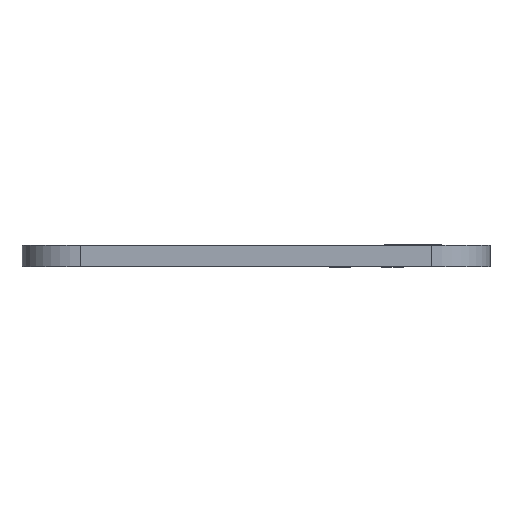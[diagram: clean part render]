
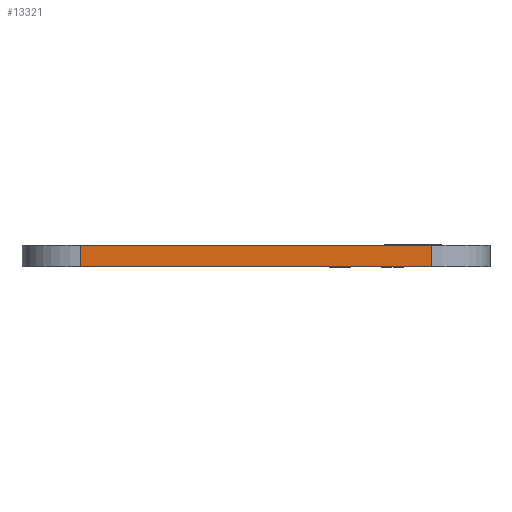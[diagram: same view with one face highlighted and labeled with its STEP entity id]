
A CAD part, left-side view. The second image highlights one B-rep face of the part: STEP entity #13321.
In plain terms, the highlighted planar face has unit normal (-1, 0, 0).
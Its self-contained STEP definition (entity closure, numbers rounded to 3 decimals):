
#12644 = VERTEX_POINT('',#12645);
#12645 = CARTESIAN_POINT('',(-35.75,21.,0.));
#12652 = EDGE_CURVE('',#12653,#12644,#12655,.T.);
#12653 = VERTEX_POINT('',#12654);
#12654 = CARTESIAN_POINT('',(-35.75,3.,0.));
#12655 = LINE('',#12656,#12657);
#12656 = CARTESIAN_POINT('',(-35.75,3.,0.));
#12657 = VECTOR('',#12658,1.);
#12658 = DIRECTION('',(0.,1.,0.));
#12956 = VERTEX_POINT('',#12957);
#12957 = CARTESIAN_POINT('',(-35.75,21.,1.09));
#12964 = EDGE_CURVE('',#12965,#12956,#12967,.T.);
#12965 = VERTEX_POINT('',#12966);
#12966 = CARTESIAN_POINT('',(-35.75,3.,1.09));
#12967 = LINE('',#12968,#12969);
#12968 = CARTESIAN_POINT('',(-35.75,3.,1.09));
#12969 = VECTOR('',#12970,1.);
#12970 = DIRECTION('',(0.,1.,0.));
#13291 = EDGE_CURVE('',#12644,#12956,#13292,.T.);
#13292 = LINE('',#13293,#13294);
#13293 = CARTESIAN_POINT('',(-35.75,21.,0.));
#13294 = VECTOR('',#13295,1.);
#13295 = DIRECTION('',(0.,0.,1.));
#13321 = ADVANCED_FACE('',(#13322),#13333,.T.);
#13322 = FACE_BOUND('',#13323,.T.);
#13323 = EDGE_LOOP('',(#13324,#13330,#13331,#13332));
#13324 = ORIENTED_EDGE('',*,*,#13325,.T.);
#13325 = EDGE_CURVE('',#12653,#12965,#13326,.T.);
#13326 = LINE('',#13327,#13328);
#13327 = CARTESIAN_POINT('',(-35.75,3.,0.));
#13328 = VECTOR('',#13329,1.);
#13329 = DIRECTION('',(0.,0.,1.));
#13330 = ORIENTED_EDGE('',*,*,#12964,.T.);
#13331 = ORIENTED_EDGE('',*,*,#13291,.F.);
#13332 = ORIENTED_EDGE('',*,*,#12652,.F.);
#13333 = PLANE('',#13334);
#13334 = AXIS2_PLACEMENT_3D('',#13335,#13336,#13337);
#13335 = CARTESIAN_POINT('',(-35.75,3.,0.));
#13336 = DIRECTION('',(-1.,0.,0.));
#13337 = DIRECTION('',(0.,1.,0.));
